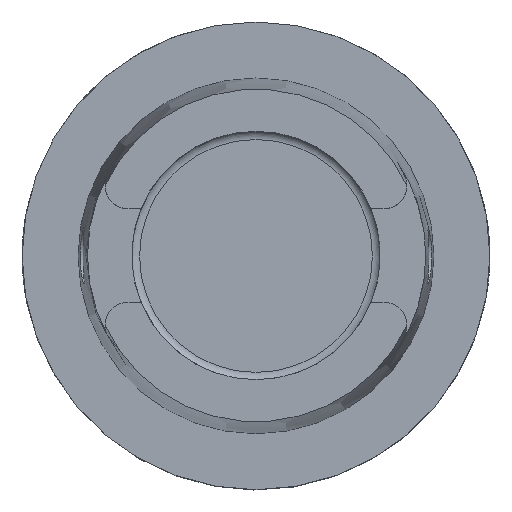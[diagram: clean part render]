
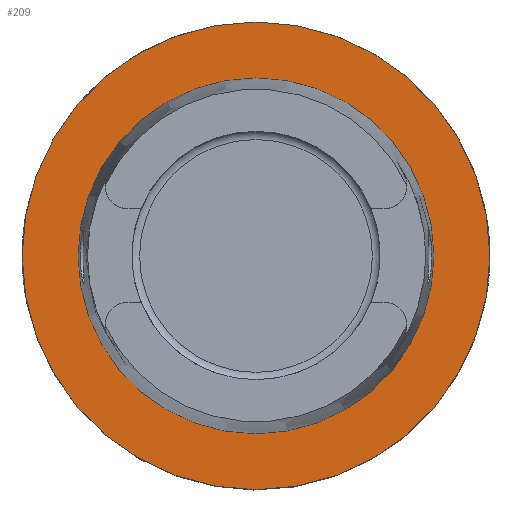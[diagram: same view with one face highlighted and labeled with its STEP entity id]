
A CAD part, top view. The second image highlights one B-rep face of the part: STEP entity #209.
In plain terms, the highlighted planar face has unit normal (0, 0, 1).
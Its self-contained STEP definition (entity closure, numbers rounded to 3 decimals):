
#92=FACE_BOUND('',#451,.T.);
#93=FACE_BOUND('',#452,.T.);
#209=ADVANCED_FACE('',(#92,#93),#295,.F.);
#295=PLANE('',#1849);
#451=EDGE_LOOP('',(#795));
#452=EDGE_LOOP('',(#796));
#571=CIRCLE('',#1804,49.965);
#595=CIRCLE('',#1847,38.008);
#795=ORIENTED_EDGE('',*,*,#1303,.T.);
#796=ORIENTED_EDGE('',*,*,#1380,.T.);
#1131=VERTEX_POINT('',#2630);
#1186=VERTEX_POINT('',#2916);
#1303=EDGE_CURVE('',#1131,#1131,#571,.T.);
#1380=EDGE_CURVE('',#1186,#1186,#595,.T.);
#1804=AXIS2_PLACEMENT_3D('',#2629,#2049,#2050);
#1847=AXIS2_PLACEMENT_3D('',#2915,#2165,#2166);
#1849=AXIS2_PLACEMENT_3D('',#2918,#2169,#2170);
#2049=DIRECTION('',(0.,0.,1.));
#2050=DIRECTION('',(1.,0.,0.));
#2165=DIRECTION('',(0.,0.,-1.));
#2166=DIRECTION('',(1.,0.,0.));
#2169=DIRECTION('',(0.,0.,-1.));
#2170=DIRECTION('',(1.,0.,0.));
#2629=CARTESIAN_POINT('',(0.,0.,
0.));
#2630=CARTESIAN_POINT('',(49.965,0.,0.));
#2915=CARTESIAN_POINT('',(0.,0.,
0.));
#2916=CARTESIAN_POINT('',(38.008,0.,0.));
#2918=CARTESIAN_POINT('',(0.,-39.062,0.));
